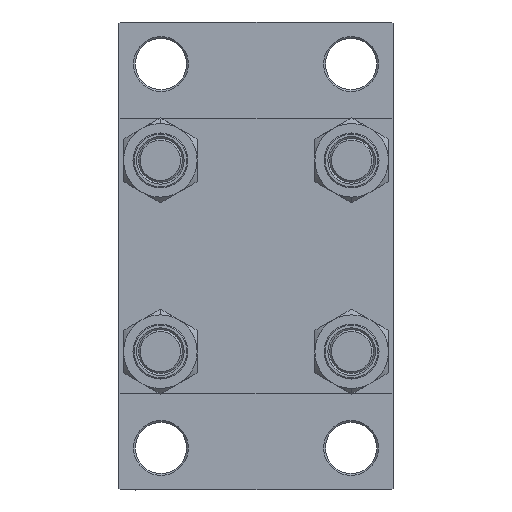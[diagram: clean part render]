
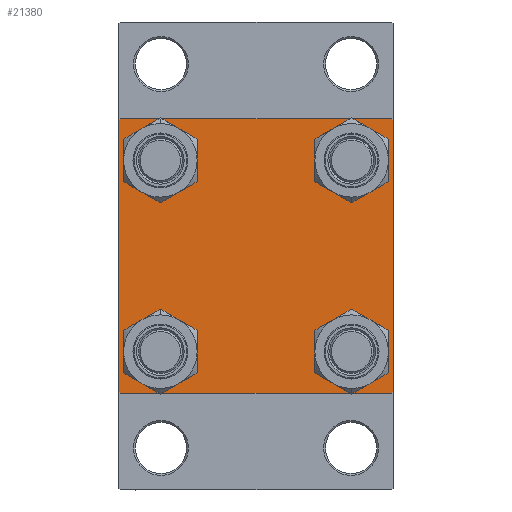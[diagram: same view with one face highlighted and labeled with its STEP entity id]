
A CAD part, left-side view. The second image highlights one B-rep face of the part: STEP entity #21380.
In plain terms, the highlighted planar face has unit normal (-1, 0, 0).
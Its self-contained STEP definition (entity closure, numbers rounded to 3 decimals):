
#301 = VECTOR ( 'NONE', #35593, 1000. ) ;
#456 = CIRCLE ( 'NONE', #24047, 6.5 ) ;
#501 = EDGE_CURVE ( 'NONE', #32951, #22469, #46351, .T. ) ;
#585 = VERTEX_POINT ( 'NONE', #29673 ) ;
#980 = VECTOR ( 'NONE', #29625, 1000. ) ;
#1033 = DIRECTION ( 'NONE',  ( 0., -1., 0. ) ) ;
#1343 = DIRECTION ( 'NONE',  ( 0., 0., 1. ) ) ;
#1576 = DIRECTION ( 'NONE',  ( 0., 0., 1. ) ) ;
#1851 = VERTEX_POINT ( 'NONE', #17640 ) ;
#1982 = EDGE_LOOP ( 'NONE', ( #10103, #32104 ) ) ;
#2044 = CARTESIAN_POINT ( 'NONE',  ( 0., 26.15, -26.15 ) ) ;
#2468 = ORIENTED_EDGE ( 'NONE', *, *, #32399, .T. ) ;
#2479 = ORIENTED_EDGE ( 'NONE', *, *, #18448, .T. ) ;
#2597 = CARTESIAN_POINT ( 'NONE',  ( 0., 26.15, 26.15 ) ) ;
#2679 = CIRCLE ( 'NONE', #14870, 6.5 ) ;
#4497 = CARTESIAN_POINT ( 'NONE',  ( 0., -26.15, -32.65 ) ) ;
#5052 = DIRECTION ( 'NONE',  ( 0., 0., 1. ) ) ;
#5145 = CARTESIAN_POINT ( 'NONE',  ( 0., -26.15, -26.15 ) ) ;
#5326 = DIRECTION ( 'NONE',  ( 0., 0., 1. ) ) ;
#5372 = ORIENTED_EDGE ( 'NONE', *, *, #26643, .T. ) ;
#5448 = CARTESIAN_POINT ( 'NONE',  ( 0., -26.15, 32.65 ) ) ;
#6072 = DIRECTION ( 'NONE',  ( 0., 0., 1. ) ) ;
#6647 = DIRECTION ( 'NONE',  ( 1., 0., 0. ) ) ;
#7166 = CARTESIAN_POINT ( 'NONE',  ( 0., 37.25, -37.25 ) ) ;
#7174 = AXIS2_PLACEMENT_3D ( 'NONE', #15570, #23664, #37526 ) ;
#7240 = VERTEX_POINT ( 'NONE', #45828 ) ;
#7661 = AXIS2_PLACEMENT_3D ( 'NONE', #2044, #19706, #1343 ) ;
#8125 = DIRECTION ( 'NONE',  ( 0., 0., -1. ) ) ;
#8169 = CARTESIAN_POINT ( 'NONE',  ( 0., -26.15, -26.15 ) ) ;
#9191 = CARTESIAN_POINT ( 'NONE',  ( 0., 26.15, 19.65 ) ) ;
#9283 = DIRECTION ( 'NONE',  ( 0., 0.707, -0.707 ) ) ;
#9630 = DIRECTION ( 'NONE',  ( 0., 0., 1. ) ) ;
#9884 = DIRECTION ( 'NONE',  ( 1., 0., 0. ) ) ;
#10103 = ORIENTED_EDGE ( 'NONE', *, *, #42168, .T. ) ;
#10140 = VERTEX_POINT ( 'NONE', #36531 ) ;
#10333 = AXIS2_PLACEMENT_3D ( 'NONE', #20066, #26767, #15312 ) ;
#10346 = AXIS2_PLACEMENT_3D ( 'NONE', #5145, #37380, #1576 ) ;
#10998 = CARTESIAN_POINT ( 'NONE',  ( 0., -37.5, 37.5 ) ) ;
#11021 = LINE ( 'NONE', #26282, #980 ) ;
#11758 = FACE_BOUND ( 'NONE', #1982, .T. ) ;
#11985 = CIRCLE ( 'NONE', #37169, 6.5 ) ;
#11991 = PLANE ( 'NONE',  #7174 ) ;
#12872 = ORIENTED_EDGE ( 'NONE', *, *, #24234, .F. ) ;
#14164 = CARTESIAN_POINT ( 'NONE',  ( 0., 26.15, 32.65 ) ) ;
#14870 = AXIS2_PLACEMENT_3D ( 'NONE', #2597, #6647, #32180 ) ;
#14883 = ORIENTED_EDGE ( 'NONE', *, *, #19482, .T. ) ;
#14911 = CIRCLE ( 'NONE', #10346, 6.5 ) ;
#14922 = EDGE_LOOP ( 'NONE', ( #2479, #14883, #2468, #21503, #12872, #38220, #15493, #44394 ) ) ;
#15312 = DIRECTION ( 'NONE',  ( 0., 0., 1. ) ) ;
#15493 = ORIENTED_EDGE ( 'NONE', *, *, #21572, .F. ) ;
#15570 = CARTESIAN_POINT ( 'NONE',  ( 0., 0., 0. ) ) ;
#15578 = LINE ( 'NONE', #37774, #43616 ) ;
#15669 = ORIENTED_EDGE ( 'NONE', *, *, #26063, .T. ) ;
#16034 = FACE_BOUND ( 'NONE', #28983, .T. ) ;
#17219 = CIRCLE ( 'NONE', #24762, 6.5 ) ;
#17640 = CARTESIAN_POINT ( 'NONE',  ( 0., -37., -37.5 ) ) ;
#18448 = EDGE_CURVE ( 'NONE', #19343, #10140, #11021, .T. ) ;
#19343 = VERTEX_POINT ( 'NONE', #26359 ) ;
#19482 = EDGE_CURVE ( 'NONE', #10140, #7240, #42972, .T. ) ;
#19706 = DIRECTION ( 'NONE',  ( 1., 0., 0. ) ) ;
#19986 = VECTOR ( 'NONE', #29177, 1000. ) ;
#20032 = CARTESIAN_POINT ( 'NONE',  ( 0., 37.25, 37.25 ) ) ;
#20066 = CARTESIAN_POINT ( 'NONE',  ( 0., 26.15, 26.15 ) ) ;
#21025 = LINE ( 'NONE', #27959, #301 ) ;
#21077 = DIRECTION ( 'NONE',  ( 1., 0., 0. ) ) ;
#21380 = ADVANCED_FACE ( 'NONE', ( #11758, #16034, #33947, #37296, #22962 ), #11991, .T. ) ;
#21503 = ORIENTED_EDGE ( 'NONE', *, *, #31053, .T. ) ;
#21572 = EDGE_CURVE ( 'NONE', #585, #43925, #21025, .T. ) ;
#21714 = DIRECTION ( 'NONE',  ( 0., -0.707, -0.707 ) ) ;
#22464 = CARTESIAN_POINT ( 'NONE',  ( 0., 26.15, -32.65 ) ) ;
#22469 = VERTEX_POINT ( 'NONE', #5448 ) ;
#22962 = FACE_OUTER_BOUND ( 'NONE', #14922, .T. ) ;
#23612 = LINE ( 'NONE', #20032, #46659 ) ;
#23664 = DIRECTION ( 'NONE',  ( -1., 0., 0. ) ) ;
#24047 = AXIS2_PLACEMENT_3D ( 'NONE', #8169, #37755, #5052 ) ;
#24234 = EDGE_CURVE ( 'NONE', #30239, #24328, #33192, .T. ) ;
#24328 = VERTEX_POINT ( 'NONE', #30773 ) ;
#24457 = CARTESIAN_POINT ( 'NONE',  ( 0., -26.15, 19.65 ) ) ;
#24762 = AXIS2_PLACEMENT_3D ( 'NONE', #38026, #35388, #5326 ) ;
#26063 = EDGE_CURVE ( 'NONE', #35277, #29268, #29417, .T. ) ;
#26282 = CARTESIAN_POINT ( 'NONE',  ( 0., 37.5, 37.5 ) ) ;
#26359 = CARTESIAN_POINT ( 'NONE',  ( 0., 37.5, 37. ) ) ;
#26643 = EDGE_CURVE ( 'NONE', #38830, #46804, #11985, .T. ) ;
#26767 = DIRECTION ( 'NONE',  ( 1., 0., 0. ) ) ;
#27959 = CARTESIAN_POINT ( 'NONE',  ( 0., 37.5, 37.5 ) ) ;
#28286 = CARTESIAN_POINT ( 'NONE',  ( 0., -37.5, 37. ) ) ;
#28983 = EDGE_LOOP ( 'NONE', ( #42379, #46523 ) ) ;
#29177 = DIRECTION ( 'NONE',  ( 0., 0.707, 0.707 ) ) ;
#29192 = EDGE_CURVE ( 'NONE', #46804, #38830, #31298, .T. ) ;
#29268 = VERTEX_POINT ( 'NONE', #9191 ) ;
#29417 = CIRCLE ( 'NONE', #10333, 6.5 ) ;
#29625 = DIRECTION ( 'NONE',  ( 0., 0., -1. ) ) ;
#29673 = CARTESIAN_POINT ( 'NONE',  ( 0., 37., 37.5 ) ) ;
#29952 = DIRECTION ( 'NONE',  ( 0., -0.707, 0.707 ) ) ;
#30239 = VERTEX_POINT ( 'NONE', #28286 ) ;
#30538 = CARTESIAN_POINT ( 'NONE',  ( 0., -37., 37.5 ) ) ;
#30773 = CARTESIAN_POINT ( 'NONE',  ( 0., -37.5, -37. ) ) ;
#31053 = EDGE_CURVE ( 'NONE', #1851, #24328, #44058, .T. ) ;
#31298 = CIRCLE ( 'NONE', #7661, 6.5 ) ;
#31401 = VERTEX_POINT ( 'NONE', #46885 ) ;
#31624 = ORIENTED_EDGE ( 'NONE', *, *, #29192, .T. ) ;
#32104 = ORIENTED_EDGE ( 'NONE', *, *, #501, .T. ) ;
#32118 = VECTOR ( 'NONE', #29952, 1000. ) ;
#32180 = DIRECTION ( 'NONE',  ( 0., 0., 1. ) ) ;
#32399 = EDGE_CURVE ( 'NONE', #7240, #1851, #15578, .T. ) ;
#32627 = EDGE_CURVE ( 'NONE', #585, #19343, #23612, .T. ) ;
#32951 = VERTEX_POINT ( 'NONE', #24457 ) ;
#32992 = VECTOR ( 'NONE', #21714, 1000. ) ;
#33167 = VECTOR ( 'NONE', #8125, 1000. ) ;
#33192 = LINE ( 'NONE', #10998, #33167 ) ;
#33763 = EDGE_CURVE ( 'NONE', #30239, #43925, #39686, .T. ) ;
#33947 = FACE_BOUND ( 'NONE', #43550, .T. ) ;
#35277 = VERTEX_POINT ( 'NONE', #14164 ) ;
#35388 = DIRECTION ( 'NONE',  ( 1., 0., 0. ) ) ;
#35593 = DIRECTION ( 'NONE',  ( 0., -1., 0. ) ) ;
#35668 = CARTESIAN_POINT ( 'NONE',  ( 0., -26.15, 26.15 ) ) ;
#35673 = AXIS2_PLACEMENT_3D ( 'NONE', #35668, #9884, #6072 ) ;
#36531 = CARTESIAN_POINT ( 'NONE',  ( 0., 37.5, -37. ) ) ;
#37169 = AXIS2_PLACEMENT_3D ( 'NONE', #42337, #21077, #9630 ) ;
#37296 = FACE_BOUND ( 'NONE', #40119, .T. ) ;
#37380 = DIRECTION ( 'NONE',  ( 1., 0., 0. ) ) ;
#37526 = DIRECTION ( 'NONE',  ( 0., 0., 1. ) ) ;
#37755 = DIRECTION ( 'NONE',  ( 1., 0., 0. ) ) ;
#37774 = CARTESIAN_POINT ( 'NONE',  ( 0., 37.5, -37.5 ) ) ;
#38026 = CARTESIAN_POINT ( 'NONE',  ( 0., -26.15, 26.15 ) ) ;
#38220 = ORIENTED_EDGE ( 'NONE', *, *, #33763, .T. ) ;
#38486 = CARTESIAN_POINT ( 'NONE',  ( 0., 26.15, -19.65 ) ) ;
#38830 = VERTEX_POINT ( 'NONE', #38486 ) ;
#39686 = LINE ( 'NONE', #47103, #19986 ) ;
#40119 = EDGE_LOOP ( 'NONE', ( #15669, #40805 ) ) ;
#40706 = CARTESIAN_POINT ( 'NONE',  ( 0., -37.25, -37.25 ) ) ;
#40805 = ORIENTED_EDGE ( 'NONE', *, *, #44165, .T. ) ;
#41217 = EDGE_CURVE ( 'NONE', #31401, #45890, #456, .T. ) ;
#41642 = EDGE_CURVE ( 'NONE', #45890, #31401, #14911, .T. ) ;
#42168 = EDGE_CURVE ( 'NONE', #22469, #32951, #17219, .T. ) ;
#42337 = CARTESIAN_POINT ( 'NONE',  ( 0., 26.15, -26.15 ) ) ;
#42379 = ORIENTED_EDGE ( 'NONE', *, *, #41217, .T. ) ;
#42972 = LINE ( 'NONE', #7166, #32992 ) ;
#43550 = EDGE_LOOP ( 'NONE', ( #5372, #31624 ) ) ;
#43616 = VECTOR ( 'NONE', #1033, 1000. ) ;
#43925 = VERTEX_POINT ( 'NONE', #30538 ) ;
#44058 = LINE ( 'NONE', #40706, #32118 ) ;
#44165 = EDGE_CURVE ( 'NONE', #29268, #35277, #2679, .T. ) ;
#44394 = ORIENTED_EDGE ( 'NONE', *, *, #32627, .T. ) ;
#45828 = CARTESIAN_POINT ( 'NONE',  ( 0., 37., -37.5 ) ) ;
#45890 = VERTEX_POINT ( 'NONE', #4497 ) ;
#46351 = CIRCLE ( 'NONE', #35673, 6.5 ) ;
#46523 = ORIENTED_EDGE ( 'NONE', *, *, #41642, .T. ) ;
#46659 = VECTOR ( 'NONE', #9283, 1000. ) ;
#46804 = VERTEX_POINT ( 'NONE', #22464 ) ;
#46885 = CARTESIAN_POINT ( 'NONE',  ( 0., -26.15, -19.65 ) ) ;
#47103 = CARTESIAN_POINT ( 'NONE',  ( 0., -37.25, 37.25 ) ) ;
